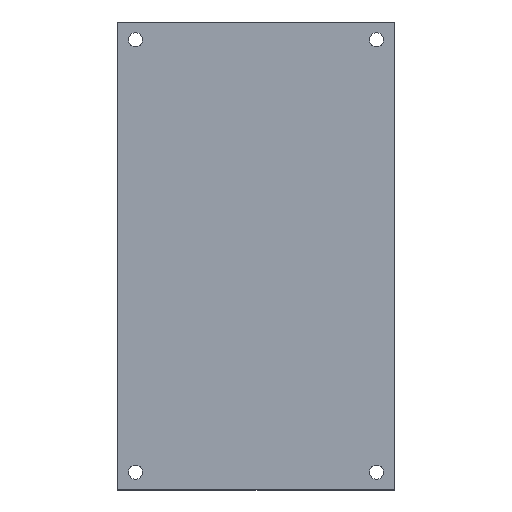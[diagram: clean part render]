
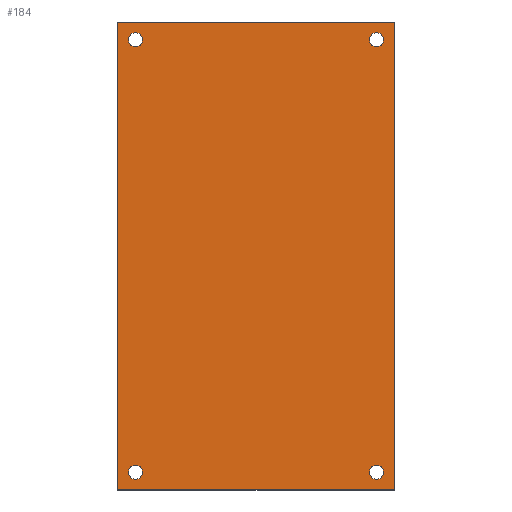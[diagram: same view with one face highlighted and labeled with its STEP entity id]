
A CAD part, top view. The second image highlights one B-rep face of the part: STEP entity #184.
In plain terms, the highlighted planar face has unit normal (0, 0, 1).
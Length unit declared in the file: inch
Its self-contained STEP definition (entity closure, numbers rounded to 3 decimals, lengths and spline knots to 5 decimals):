
#13=LINE($,#280,#25);
#17=LINE($,#288,#29);
#20=LINE($,#294,#32);
#23=LINE($,#299,#35);
#25=VECTOR($,#234,8.25);
#29=VECTOR($,#240,4.88);
#32=VECTOR($,#245,8.25);
#35=VECTOR($,#250,4.88);
#42=PLANE($,#205);
#51=FACE_BOUND($,#83,.T.);
#52=FACE_BOUND($,#84,.T.);
#53=FACE_BOUND($,#85,.T.);
#54=FACE_BOUND($,#86,.T.);
#64=FACE_OUTER_BOUND($,#82,.T.);
#82=EDGE_LOOP($,(#163,#164,#165,#166));
#83=EDGE_LOOP($,(#167));
#84=EDGE_LOOP($,(#168));
#85=EDGE_LOOP($,(#169));
#86=EDGE_LOOP($,(#170));
#88=CIRCLE($,#190,0.125);
#90=CIRCLE($,#193,0.125);
#92=CIRCLE($,#196,0.125);
#94=CIRCLE($,#199,0.125);
#96=VERTEX_POINT($,#260);
#98=VERTEX_POINT($,#265);
#100=VERTEX_POINT($,#270);
#102=VERTEX_POINT($,#275);
#103=VERTEX_POINT($,#278);
#104=VERTEX_POINT($,#279);
#107=VERTEX_POINT($,#287);
#109=VERTEX_POINT($,#293);
#112=EDGE_CURVE($,#96,#96,#88,.T.);
#114=EDGE_CURVE($,#98,#98,#90,.T.);
#116=EDGE_CURVE($,#100,#100,#92,.T.);
#118=EDGE_CURVE($,#102,#102,#94,.T.);
#119=EDGE_CURVE($,#103,#104,#13,.T.);
#123=EDGE_CURVE($,#104,#107,#17,.T.);
#126=EDGE_CURVE($,#107,#109,#20,.T.);
#129=EDGE_CURVE($,#109,#103,#23,.T.);
#163=ORIENTED_EDGE($,*,*,#119,.F.);
#164=ORIENTED_EDGE($,*,*,#129,.F.);
#165=ORIENTED_EDGE($,*,*,#126,.F.);
#166=ORIENTED_EDGE($,*,*,#123,.F.);
#167=ORIENTED_EDGE($,*,*,#112,.T.);
#168=ORIENTED_EDGE($,*,*,#114,.T.);
#169=ORIENTED_EDGE($,*,*,#116,.T.);
#170=ORIENTED_EDGE($,*,*,#118,.T.);
#184=ADVANCED_FACE($,(#64,#51,#52,#53,#54),#42,.T.);
#190=AXIS2_PLACEMENT_3D($,#261,#212,#213);
#193=AXIS2_PLACEMENT_3D($,#266,#218,#219);
#196=AXIS2_PLACEMENT_3D($,#271,#224,#225);
#199=AXIS2_PLACEMENT_3D($,#276,#230,#231);
#205=AXIS2_PLACEMENT_3D($,#302,#254,#255);
#212=DIRECTION('center_axis',(0.,0.,-1.));
#213=DIRECTION('ref_axis',(-1.,0.,0.));
#218=DIRECTION('center_axis',(0.,0.,-1.));
#219=DIRECTION('ref_axis',(-1.,0.,0.));
#224=DIRECTION('center_axis',(0.,0.,-1.));
#225=DIRECTION('ref_axis',(-1.,0.,0.));
#230=DIRECTION('center_axis',(0.,0.,-1.));
#231=DIRECTION('ref_axis',(-1.,0.,0.));
#234=DIRECTION($,(0.,1.,0.));
#240=DIRECTION($,(1.,0.,0.));
#245=DIRECTION($,(0.,-1.,0.));
#250=DIRECTION($,(-1.,0.,0.));
#254=DIRECTION('center_axis',(0.,0.,1.));
#255=DIRECTION('ref_axis',(1.,0.,0.));
#260=CARTESIAN_POINT('',(-2.,-3.813,0.075));
#261=CARTESIAN_POINT('Origin',(-2.125,-3.813,0.075));
#265=CARTESIAN_POINT('',(2.25,-3.813,0.075));
#266=CARTESIAN_POINT('Origin',(2.125,-3.813,0.075));
#270=CARTESIAN_POINT('',(2.25,3.813,0.075));
#271=CARTESIAN_POINT('Origin',(2.125,3.813,0.075));
#275=CARTESIAN_POINT('',(-2.,3.813,0.075));
#276=CARTESIAN_POINT('Origin',(-2.125,3.813,0.075));
#278=CARTESIAN_POINT('',(-2.44,-4.125,0.075));
#279=CARTESIAN_POINT('',(-2.44,4.125,0.075));
#280=CARTESIAN_POINT($,(-2.44,-4.125,0.075));
#287=CARTESIAN_POINT('',(2.44,4.125,0.075));
#288=CARTESIAN_POINT($,(-2.44,4.125,0.075));
#293=CARTESIAN_POINT('',(2.44,-4.125,0.075));
#294=CARTESIAN_POINT($,(2.44,4.125,0.075));
#299=CARTESIAN_POINT($,(2.44,-4.125,0.075));
#302=CARTESIAN_POINT('Origin',(0.,0.,0.075));
